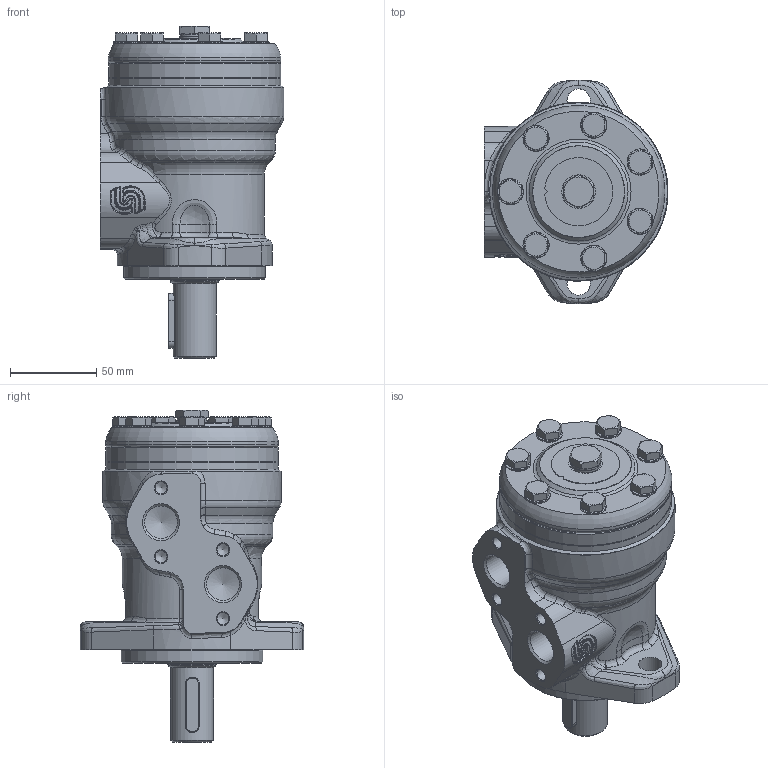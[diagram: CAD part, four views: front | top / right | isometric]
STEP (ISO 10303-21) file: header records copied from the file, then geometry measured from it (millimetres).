
FILE_DESCRIPTION(/* description */ (''),/* implementation_level */ '2;1');
FILE_NAME(/* name */ '18_151-0710_6_06-04-24',/* time_stamp */ '2006-04-24T15:16:50+02:00',/* author */ (''),/* organization */ (''),/* preprocessor_version */ 'ST-DEVELOPER v9',/* originating_system */ 'EDS PLM SOLUTIONS - UNIGRAPHICS NX 1.0',/* authorisation */ '');
FILE_SCHEMA (('CONFIG_CONTROL_DESIGN'));
Length unit declared in the file: millimetre
Products named in the file (1): ejuhAE96004w
Bounding box: 106.96 x 130 x 193 mm (x, y, z)
Volume: 1010747.9 mm3; surface area: 80101.7 mm2
Topology: 3 solids, 10 shells, 610 faces, 1406 edges, 849 vertices
Faces by surface type: bspline 217, plane 148, cylinder 103, cone 96, torus 42, sphere 4
Full cylindrical faces by diameter (mm): 6.125 x2, 6.8 x1, 6.985 x4, 7.76 x7, 8.2 x7, 8.4 x1, 11.63 x7, 11.8 x1, 13.16 x1, 13.5 x1, 13.55 x2, 14 x2, 15 x2, 15.2 x7, 17 x1, 17.5 x1, 19 x2, 19.5 x1, 25.009 x1, 28.56 x1, 82.5 x1, 100 x2, 100.4 x1
Entity records: 22496 total; most frequent: CARTESIAN_POINT 11091, ORIENTED_EDGE 2350, DIRECTION 2008, EDGE_CURVE 1175, AXIS2_PLACEMENT_3D 904, EDGE_LOOP 822, VERTEX_POINT 788, ADVANCED_FACE 610
